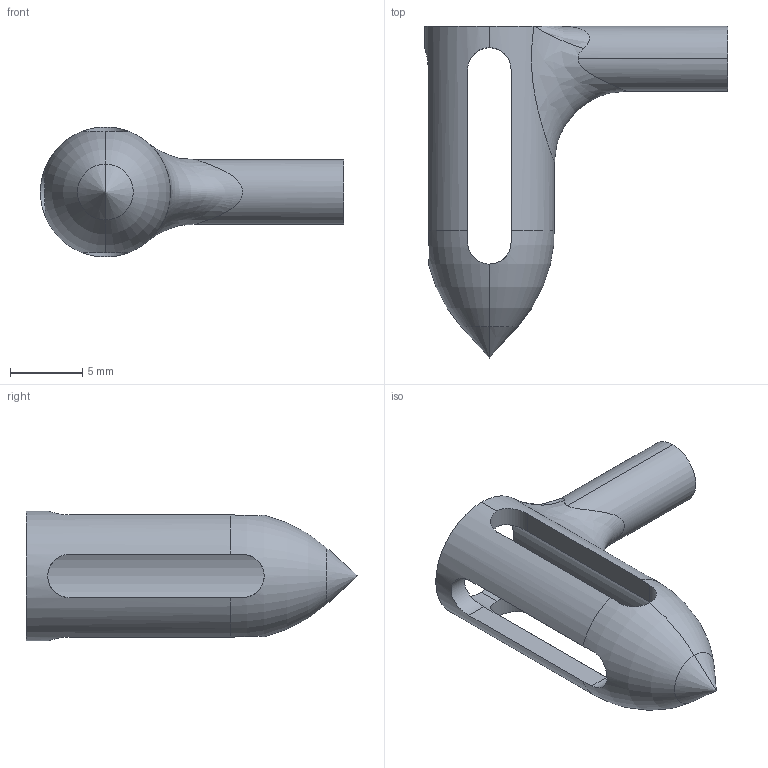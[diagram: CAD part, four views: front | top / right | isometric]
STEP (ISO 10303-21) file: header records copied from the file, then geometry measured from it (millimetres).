
FILE_DESCRIPTION (( 'STEP AP203' ), '1' );
FILE_NAME ('motor_mount.STEP', '2019-10-29T13:50:23', ( '' ), ( '' ), 'SwSTEP 2.0', 'SolidWorks 2018', '' );
FILE_SCHEMA (( 'CONFIG_CONTROL_DESIGN' ));
Length unit declared in the file: millimetre
Products named in the file (1): motor_mount
Bounding box: 21 x 23 x 9 mm (x, y, z)
Volume: 701.9 mm3; surface area: 1087 mm2
Topology: 1 solids, 1 shells, 31 faces, 96 edges, 59 vertices
Faces by surface type: cylinder 14, plane 10, bspline 3, torus 2, cone 2
Entity records: 1774 total; most frequent: CARTESIAN_POINT 911, ORIENTED_EDGE 184, DIRECTION 142, EDGE_CURVE 92, VERTEX_POINT 59, AXIS2_PLACEMENT_3D 54, VECTOR 34, LINE 34
